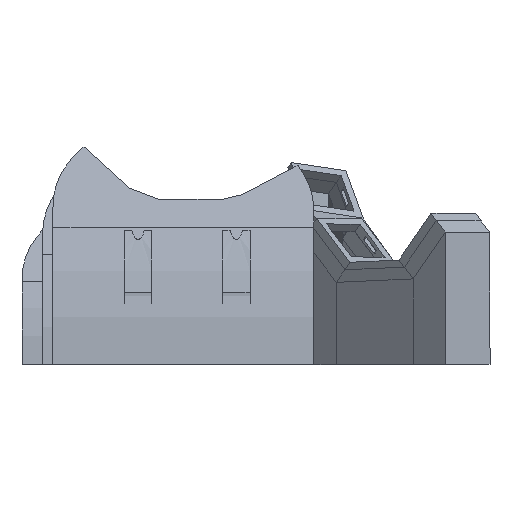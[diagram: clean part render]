
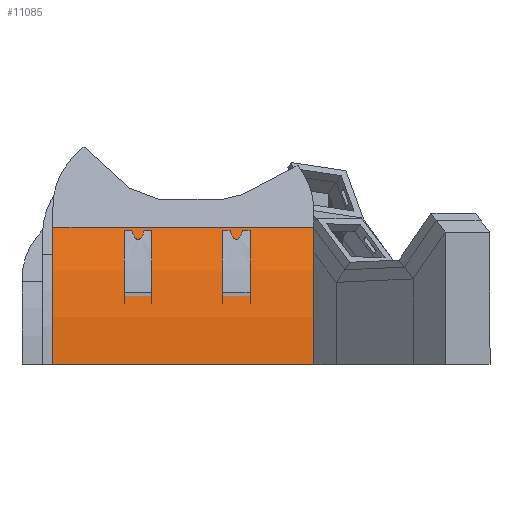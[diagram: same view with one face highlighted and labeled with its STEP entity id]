
A CAD part, top view. The second image highlights one B-rep face of the part: STEP entity #11085.
In plain terms, the highlighted cylindrical face has radius 94.5 mm (diameter 189 mm), a partial arc.
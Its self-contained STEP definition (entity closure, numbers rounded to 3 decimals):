
#274=CIRCLE('',#11805,94.5);
#296=CIRCLE('',#11850,94.5);
#410=CYLINDRICAL_SURFACE('',#11851,94.5);
#949=FACE_OUTER_BOUND('',#1593,.T.);
#1593=EDGE_LOOP('',(#9820,#9821,#9822,#9823));
#2920=LINE('',#17959,#4282);
#2947=LINE('',#18056,#4309);
#4282=VECTOR('',#14433,10.);
#4309=VECTOR('',#14556,10.);
#5310=VERTEX_POINT('',#17956);
#5311=VERTEX_POINT('',#17958);
#5327=VERTEX_POINT('',#17994);
#5333=VERTEX_POINT('',#18052);
#6800=EDGE_CURVE('',#5311,#5310,#2920,.T.);
#6819=EDGE_CURVE('',#5311,#5327,#274,.T.);
#6849=EDGE_CURVE('',#5310,#5333,#296,.T.);
#6850=EDGE_CURVE('',#5327,#5333,#2947,.T.);
#9820=ORIENTED_EDGE('',*,*,#6800,.T.);
#9821=ORIENTED_EDGE('',*,*,#6849,.T.);
#9822=ORIENTED_EDGE('',*,*,#6850,.F.);
#9823=ORIENTED_EDGE('',*,*,#6819,.F.);
#11085=ADVANCED_FACE('',(#949),#410,.T.);
#11805=AXIS2_PLACEMENT_3D('',#17995,#14454,#14455);
#11850=AXIS2_PLACEMENT_3D('',#18054,#14552,#14553);
#11851=AXIS2_PLACEMENT_3D('',#18055,#14554,#14555);
#14433=DIRECTION('',(-1.,0.,0.));
#14454=DIRECTION('center_axis',(1.,0.,0.));
#14455=DIRECTION('ref_axis',(0.,0.423,0.906));
#14552=DIRECTION('center_axis',(1.,0.,0.));
#14553=DIRECTION('ref_axis',(0.,0.423,0.906));
#14554=DIRECTION('center_axis',(1.,0.,0.));
#14555=DIRECTION('ref_axis',(0.,0.423,0.906));
#14556=DIRECTION('',(-1.,0.,0.));
#17956=CARTESIAN_POINT('',(-40.155,30.937,0.496));
#17958=CARTESIAN_POINT('',(35.748,30.937,0.496));
#17959=CARTESIAN_POINT('',(35.748,30.937,0.496));
#17994=CARTESIAN_POINT('',(35.748,-9.,9.35));
#17995=CARTESIAN_POINT('Origin',(35.748,-9.,-85.15));
#18052=CARTESIAN_POINT('',(-40.155,-9.,9.35));
#18054=CARTESIAN_POINT('Origin',(-40.155,-9.,-85.15));
#18055=CARTESIAN_POINT('Origin',(-2.203,-9.,-85.15));
#18056=CARTESIAN_POINT('',(35.748,-9.,9.35));
